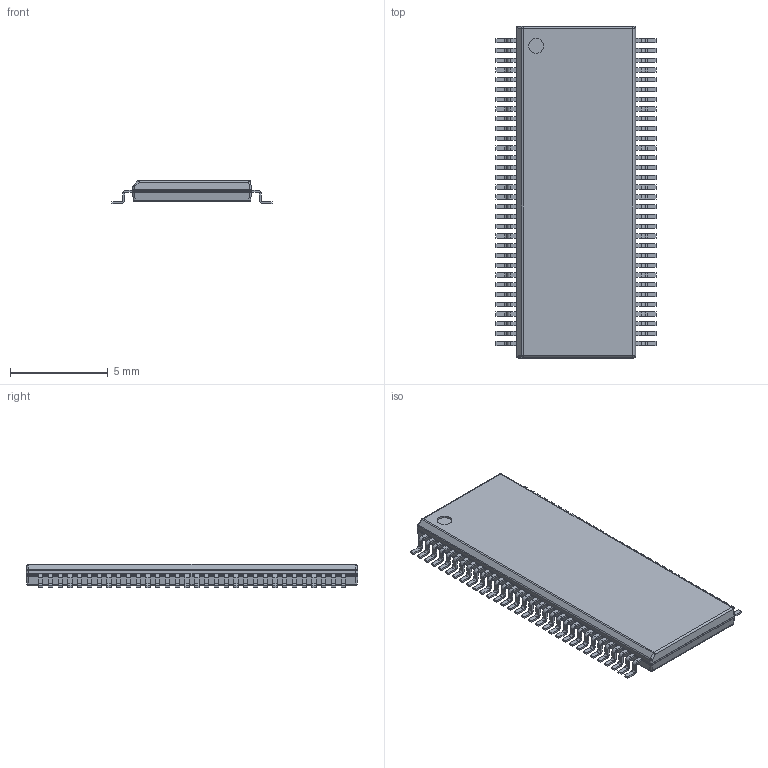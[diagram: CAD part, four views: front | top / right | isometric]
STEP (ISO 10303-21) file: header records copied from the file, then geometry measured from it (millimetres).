
FILE_DESCRIPTION(('Open CASCADE Model'),'2;1');
FILE_NAME('Open CASCADE Shape Model','2022-11-14T00:12:54',('Author'),( 'Open CASCADE'),'Open CASCADE STEP processor 7.5','Open CASCADE 7.5' ,'Unknown');
FILE_SCHEMA(('AUTOMOTIVE_DESIGN { 1 0 10303 214 1 1 1 1 }'));
Length unit declared in the file: millimetre
Products named in the file (5): TSSOP50P820X120-64N.step; Open CASCADE STEP translator 7.5 177.1; Body; Open CASCADE STEP translator 7.5 177.2.1; Leader
Assembly tree (67 placements, depth 3):
  TSSOP50P820X120-64N.step
    Open CASCADE STEP translator 7.5 177.1
    Body
      Open CASCADE STEP translator 7.5 177.2.1
    Leader  x64
Bounding box: 8.2 x 17 x 1.2 mm (x, y, z)
Volume: 114.2 mm3; surface area: 314.1 mm2
Topology: 65 solids, 66 shells, 1475 faces, 2954 edges, 1601 vertices
Faces by surface type: plane 1169, cylinder 288, sphere 10, bspline 8
Full cylindrical faces by diameter (mm): 0.762 x1
Entity records: 6272 total; most frequent: CARTESIAN_POINT 2408, DIRECTION 698, ORIENTED_EDGE 343, PCURVE 343, DEFINITIONAL_REPRESENTATION 343, LINE 311, VECTOR 311, AXIS2_PLACEMENT_3D 190
